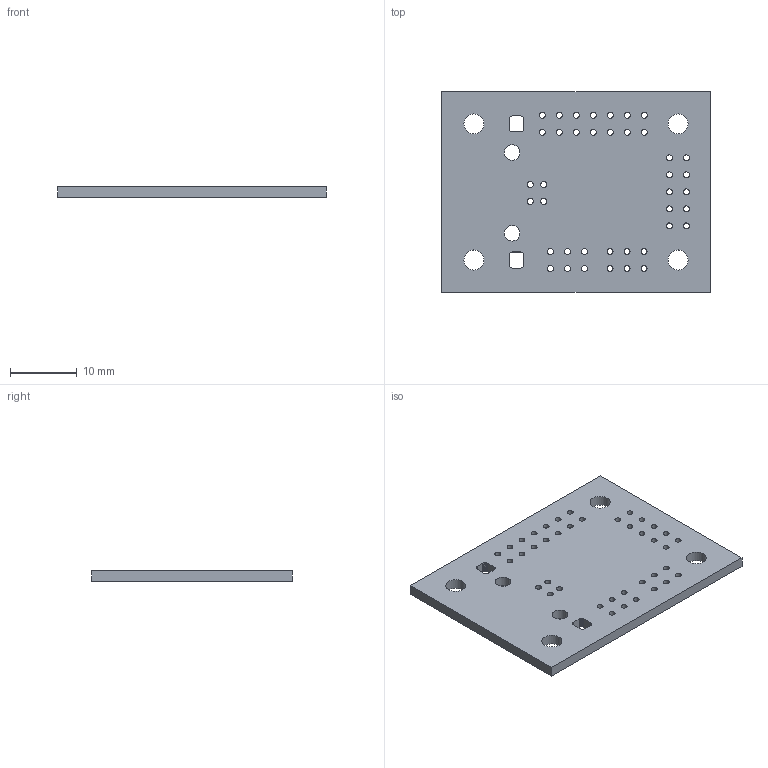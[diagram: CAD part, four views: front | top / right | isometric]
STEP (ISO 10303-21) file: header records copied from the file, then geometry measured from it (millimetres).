
FILE_DESCRIPTION(('KiCad electronic assembly'),'2;1');
FILE_NAME('USB232R02.step','2023-07-07T17:53:45',('Pcbnew'),('Kicad'), 'Open CASCADE STEP processor 7.5','KiCad to STEP converter','Unknown' );
FILE_SCHEMA(('AUTOMOTIVE_DESIGN { 1 0 10303 214 1 1 1 1 }'));
Length unit declared in the file: millimetre
Products named in the file (2): USB232R02 1; tmp1lwxzuor PCB
Assembly tree (1 placements, depth 2):
  USB232R02 1
    tmp1lwxzuor PCB
Bounding box: 40.13 x 29.97 x 1.58 mm (x, y, z)
Volume: 1786.8 mm3; surface area: 2769.5 mm2
Topology: 1 solids, 1 shells, 108 faces, 318 edges, 212 vertices
Faces by surface type: plane 62, cylinder 46
Full cylindrical faces by diameter (mm): 0.889 x36, 0.92 x4, 2.33 x2, 3 x4
Entity records: 8263 total; most frequent: CARTESIAN_POINT 1828, DIRECTION 1174, LINE 770, VECTOR 770, ORIENTED_EDGE 636, PCURVE 636, DEFINITIONAL_REPRESENTATION 636, EDGE_CURVE 318
